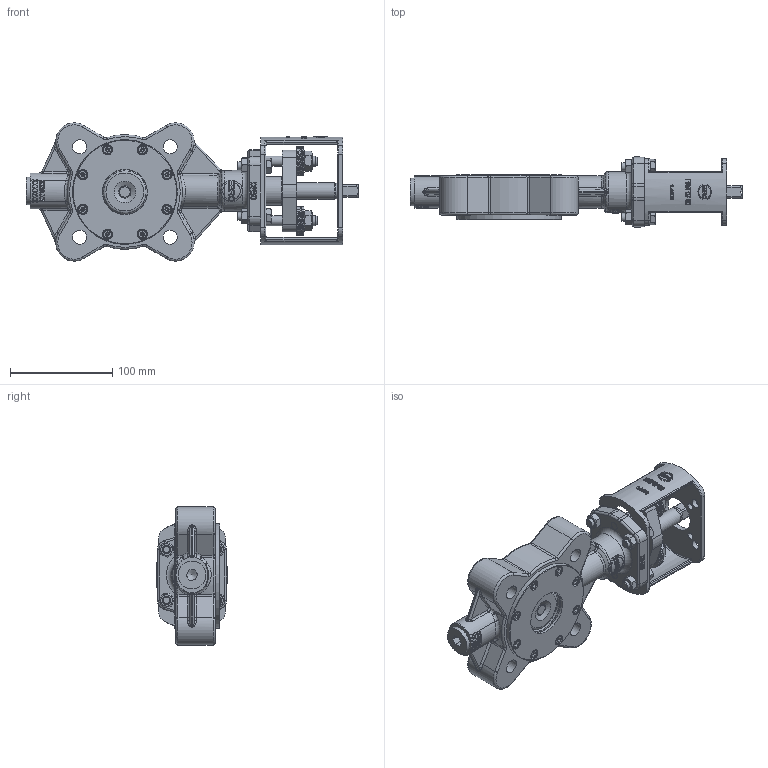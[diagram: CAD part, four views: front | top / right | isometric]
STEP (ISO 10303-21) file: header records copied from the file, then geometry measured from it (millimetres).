
FILE_DESCRIPTION(/* description */ (''),/* implementation_level */ '2;1');
FILE_NAME(/* name */ 'DHPW-050-0003.stp',/* time_stamp */ '2016-10-24T10:47:05+02:00',/* author */ ('Hellwig'),/* organization */ (''),/* preprocessor_version */ 'ST-DEVELOPER v15.6',/* originating_system */ 'Autodesk Inventor 2015',/* authorisation */ '');
FILE_SCHEMA (('AUTOMOTIVE_DESIGN { 1 0 10303 214 3 1 1 }'));
Products named in the file (1): M39749
Bounding box: 323.95 x 68.5 x 134.99 mm (x, y, z)
Volume: 15514.7 mm3; surface area: 220797.9 mm2
Topology: 37 solids, 39 shells, 1982 faces, 4889 edges, 3060 vertices
Faces by surface type: plane 654, bspline 526, cylinder 466, cone 171, torus 149, sphere 16
Full cylindrical faces by diameter (mm): 2.5 x8, 4.134 x8, 5 x8, 5.5 x8, 6.6 x8, 7.323 x4, 8 x10, 8.376 x2, 8.5 x8, 9 x12, 9.367 x4, 10 x14, 10.2 x12, 11 x2, 11.4 x4, 13.835 x4, 15.3 x1, 16 x2, 16.05 x3, 16.1 x1, 16.2 x4, 18.1 x1, 19.1 x3, 19.15 x2, 20.376 x2, 22 x1, 24.2 x2, 27 x1, 27.2 x1, 27.8 x1
Entity records: 116668 total; most frequent: CARTESIAN_POINT 73325, ORIENTED_EDGE 8786, DIRECTION 7234, EDGE_CURVE 4379, VERTEX_POINT 2939, AXIS2_PLACEMENT_3D 2826, EDGE_LOOP 2549, STYLED_ITEM 1985
